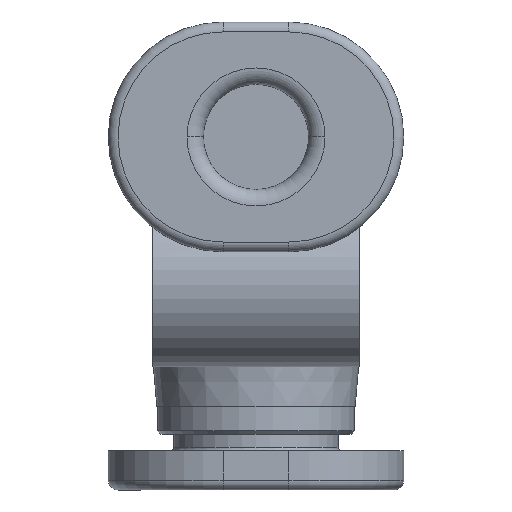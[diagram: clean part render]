
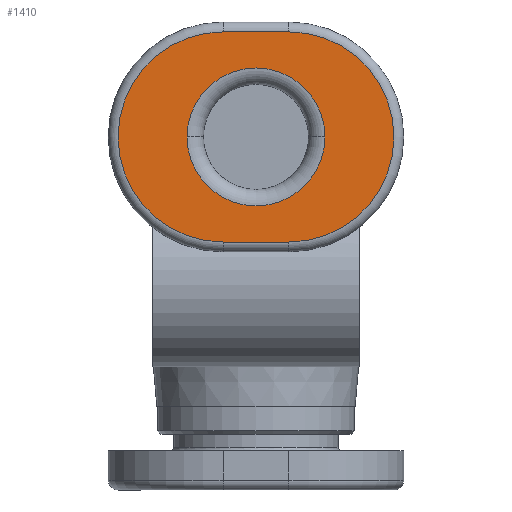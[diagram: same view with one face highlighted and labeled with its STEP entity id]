
A CAD part, front view. The second image highlights one B-rep face of the part: STEP entity #1410.
In plain terms, the highlighted face is planar.
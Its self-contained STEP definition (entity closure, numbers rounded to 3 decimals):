
#793=CARTESIAN_POINT('',(2.1,-3.625,-7.125));
#794=VERTEX_POINT('',#793);
#802=CARTESIAN_POINT('',(-2.1,-3.625,-7.125));
#803=VERTEX_POINT('',#802);
#804=CARTESIAN_POINT('',(0.0,-3.625,-7.125));
#805=DIRECTION('',(0.0,0.0,-1.0));
#806=DIRECTION('',(-1.0,0.0,0.0));
#807=AXIS2_PLACEMENT_3D('',#804,#805,#806);
#808=CIRCLE('',#807,2.1);
#809=EDGE_CURVE('',#794,#803,#808,.T.);
#1223=CARTESIAN_POINT('',(-1.0,-0.425,-7.125));
#1224=VERTEX_POINT('',#1223);
#1225=CARTESIAN_POINT('',(-1.0,-6.825,-7.125));
#1226=VERTEX_POINT('',#1225);
#1227=CARTESIAN_POINT('',(-1.0,-3.625,-7.125));
#1228=DIRECTION('',(0.0,0.0,1.0));
#1229=DIRECTION('',(-1.0,0.0,0.0));
#1230=AXIS2_PLACEMENT_3D('',#1227,#1228,#1229);
#1231=CIRCLE('',#1230,3.2);
#1232=EDGE_CURVE('',#1224,#1226,#1231,.T.);
#1267=CARTESIAN_POINT('',(1.0,-6.825,-7.125));
#1268=VERTEX_POINT('',#1267);
#1269=CARTESIAN_POINT('',(-1.0,-6.825,-7.125));
#1270=DIRECTION('',(1.0,0.0,0.0));
#1271=VECTOR('',#1270,2.0);
#1272=LINE('',#1269,#1271);
#1273=EDGE_CURVE('',#1226,#1268,#1272,.T.);
#1307=CARTESIAN_POINT('',(1.0,-0.425,-7.125));
#1308=VERTEX_POINT('',#1307);
#1316=CARTESIAN_POINT('',(1.0,-0.425,-7.125));
#1317=DIRECTION('',(-1.0,0.0,0.0));
#1318=VECTOR('',#1317,2.0);
#1319=LINE('',#1316,#1318);
#1320=EDGE_CURVE('',#1308,#1224,#1319,.T.);
#1331=CARTESIAN_POINT('',(1.0,-3.625,-7.125));
#1332=DIRECTION('',(0.0,0.0,1.0));
#1333=DIRECTION('',(1.0,0.0,0.0));
#1334=AXIS2_PLACEMENT_3D('',#1331,#1332,#1333);
#1335=CIRCLE('',#1334,3.2);
#1336=EDGE_CURVE('',#1268,#1308,#1335,.T.);
#1389=CARTESIAN_POINT('',(0.0,-3.625,-7.125));
#1390=DIRECTION('',(0.0,0.0,1.0));
#1391=DIRECTION('',(1.0,0.0,0.0));
#1392=AXIS2_PLACEMENT_3D('',#1389,#1390,#1391);
#1393=PLANE('',#1392);
#1394=ORIENTED_EDGE('',*,*,#1232,.F.);
#1395=ORIENTED_EDGE('',*,*,#1320,.F.);
#1396=ORIENTED_EDGE('',*,*,#1336,.F.);
#1397=ORIENTED_EDGE('',*,*,#1273,.F.);
#1398=EDGE_LOOP('',(#1394,#1395,#1396,#1397));
#1399=FACE_OUTER_BOUND('',#1398,.T.);
#1400=ORIENTED_EDGE('',*,*,#809,.F.);
#1401=CARTESIAN_POINT('',(0.0,-3.625,-7.125));
#1402=DIRECTION('',(0.0,0.0,-1.0));
#1403=DIRECTION('',(-1.0,0.0,0.0));
#1404=AXIS2_PLACEMENT_3D('',#1401,#1402,#1403);
#1405=CIRCLE('',#1404,2.1);
#1406=EDGE_CURVE('',#803,#794,#1405,.T.);
#1407=ORIENTED_EDGE('',*,*,#1406,.F.);
#1408=EDGE_LOOP('',(#1400,#1407));
#1409=FACE_BOUND('',#1408,.T.);
#1410=ADVANCED_FACE('',(#1399,#1409),#1393,.F.);
